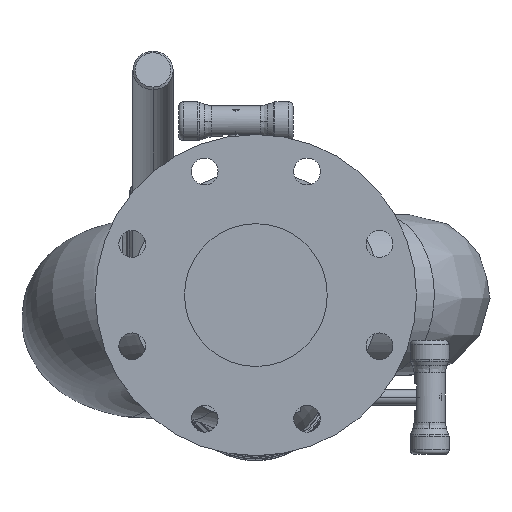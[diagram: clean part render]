
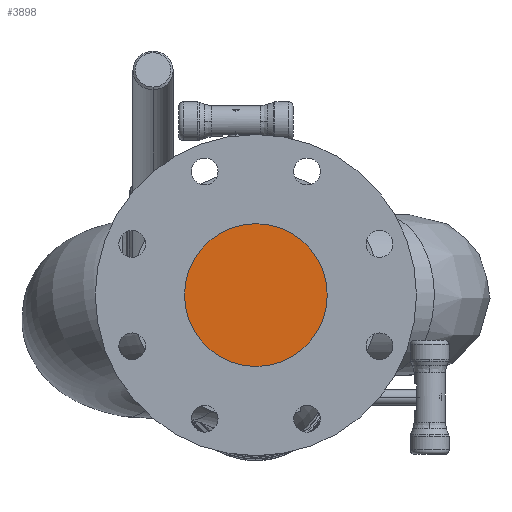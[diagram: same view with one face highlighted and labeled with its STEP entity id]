
A CAD part, left-side view. The second image highlights one B-rep face of the part: STEP entity #3898.
In plain terms, the highlighted face is planar.
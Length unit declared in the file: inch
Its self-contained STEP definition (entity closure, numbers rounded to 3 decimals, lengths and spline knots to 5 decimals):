
#3898 = ADVANCED_FACE ( 'NONE', ( #9259 ), #10849, .F. ) ;
#6717 = ORIENTED_EDGE ( 'NONE', *, *, #7694, .T. ) ;
#6718 = ORIENTED_EDGE ( 'NONE', *, *, #7428, .T. ) ;
#7428 = EDGE_CURVE ( 'NONE', #29035, #29036, #27052, .T. ) ;
#7694 = EDGE_CURVE ( 'NONE', #29036, #29035, #27191, .T. ) ;
#9259 = FACE_OUTER_BOUND ( 'NONE', #10283, .T. ) ;
#10283 = EDGE_LOOP ( 'NONE', ( #6717, #6718 ) ) ;
#10830 = CARTESIAN_POINT ( 'NONE',  ( -4.56234, 0.86, 0. ) ) ;
#10849 = PLANE ( 'NONE',  #18850 ) ;
#10859 = DIRECTION ( 'NONE',  ( 0., 1., 0. ) ) ;
#10861 = DIRECTION ( 'NONE',  ( 0., 0., 1. ) ) ;
#18850 = AXIS2_PLACEMENT_3D ( 'NONE', #10830, #10859, #10861 ) ;
#19703 = AXIS2_PLACEMENT_3D ( 'NONE', #35701, #35703, #35704 ) ;
#19808 = AXIS2_PLACEMENT_3D ( 'NONE', #36331, #36338, #36339 ) ;
#27052 = CIRCLE ( 'NONE', #19703, 2. ) ;
#27191 = CIRCLE ( 'NONE', #19808, 2. ) ;
#29035 = VERTEX_POINT ( 'NONE', #39728 ) ;
#29036 = VERTEX_POINT ( 'NONE', #39729 ) ;
#35701 = CARTESIAN_POINT ( 'NONE',  ( 0., 0.86, 0. ) ) ;
#35703 = DIRECTION ( 'NONE',  ( 0., -1., 0. ) ) ;
#35704 = DIRECTION ( 'NONE',  ( 0., 0., 1. ) ) ;
#36331 = CARTESIAN_POINT ( 'NONE',  ( 0., 0.86, 0. ) ) ;
#36338 = DIRECTION ( 'NONE',  ( 0., -1., 0. ) ) ;
#36339 = DIRECTION ( 'NONE',  ( 0., 0., 1. ) ) ;
#39728 = CARTESIAN_POINT ( 'NONE',  ( 0., 0.86, 2. ) ) ;
#39729 = CARTESIAN_POINT ( 'NONE',  ( 0., 0.86, -2. ) ) ;
